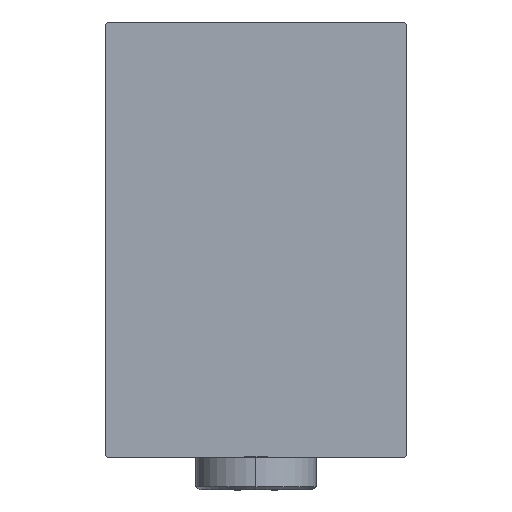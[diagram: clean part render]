
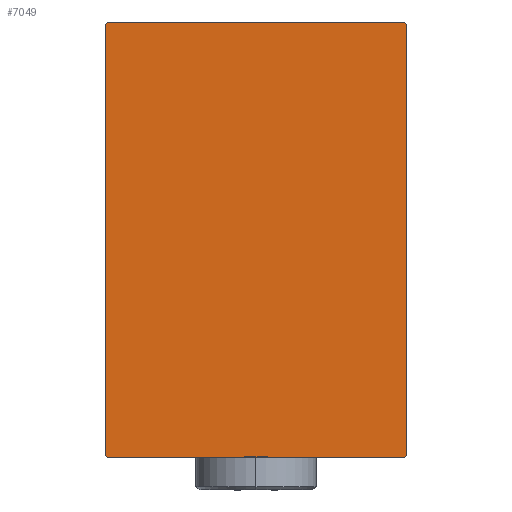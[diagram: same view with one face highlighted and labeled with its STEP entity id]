
A CAD part, left-side view. The second image highlights one B-rep face of the part: STEP entity #7049.
In plain terms, the highlighted face is planar.
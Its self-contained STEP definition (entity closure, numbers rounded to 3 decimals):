
#67 = PLANE ( 'NONE',  #12919 ) ;
#446 = ORIENTED_EDGE ( 'NONE', *, *, #28469, .T. ) ;
#931 = DIRECTION ( 'NONE',  ( 0., 1., 0. ) ) ;
#2211 = EDGE_CURVE ( 'NONE', #10384, #12604, #6983, .T. ) ;
#2829 = EDGE_CURVE ( 'NONE', #12604, #15970, #19184, .T. ) ;
#4283 = CARTESIAN_POINT ( 'NONE',  ( 130., -27.35, -27.35 ) ) ;
#5283 = CARTESIAN_POINT ( 'NONE',  ( 130., 22.5, 32.2 ) ) ;
#6983 = LINE ( 'NONE', #35369, #31333 ) ;
#7049 = ADVANCED_FACE ( 'NONE', ( #42419 ), #67, .T. ) ;
#7287 = DIRECTION ( 'NONE',  ( 0., 0., -1. ) ) ;
#7296 = DIRECTION ( 'NONE',  ( 0., 0.707, 0.707 ) ) ;
#7636 = EDGE_CURVE ( 'NONE', #35676, #17158, #22506, .T. ) ;
#8092 = VERTEX_POINT ( 'NONE', #22098 ) ;
#8664 = VECTOR ( 'NONE', #29618, 1000. ) ;
#9105 = EDGE_CURVE ( 'NONE', #17158, #8092, #9768, .T. ) ;
#9322 = CARTESIAN_POINT ( 'NONE',  ( 130., 22.5, -32.2 ) ) ;
#9768 = LINE ( 'NONE', #16521, #30049 ) ;
#10384 = VERTEX_POINT ( 'NONE', #17374 ) ;
#10665 = CARTESIAN_POINT ( 'NONE',  ( 130., -22.2, -32.5 ) ) ;
#12604 = VERTEX_POINT ( 'NONE', #34879 ) ;
#12919 = AXIS2_PLACEMENT_3D ( 'NONE', #24942, #39162, #7287 ) ;
#13404 = VECTOR ( 'NONE', #931, 1000. ) ;
#14887 = CARTESIAN_POINT ( 'NONE',  ( 130., -22.5, -32.5 ) ) ;
#15520 = LINE ( 'NONE', #40880, #40885 ) ;
#15748 = DIRECTION ( 'NONE',  ( 0., -1., 0. ) ) ;
#15970 = VERTEX_POINT ( 'NONE', #25459 ) ;
#16247 = EDGE_CURVE ( 'NONE', #27125, #35676, #42429, .T. ) ;
#16256 = ORIENTED_EDGE ( 'NONE', *, *, #35409, .T. ) ;
#16521 = CARTESIAN_POINT ( 'NONE',  ( 130., 27.35, 27.35 ) ) ;
#17158 = VERTEX_POINT ( 'NONE', #5283 ) ;
#17374 = CARTESIAN_POINT ( 'NONE',  ( 130., -22.2, 32.5 ) ) ;
#17685 = DIRECTION ( 'NONE',  ( 0., -0.707, -0.707 ) ) ;
#19184 = LINE ( 'NONE', #43392, #28376 ) ;
#20453 = ORIENTED_EDGE ( 'NONE', *, *, #2211, .T. ) ;
#21697 = CARTESIAN_POINT ( 'NONE',  ( 130., 27.35, -27.35 ) ) ;
#22098 = CARTESIAN_POINT ( 'NONE',  ( 130., 22.2, 32.5 ) ) ;
#22506 = LINE ( 'NONE', #36484, #23339 ) ;
#23339 = VECTOR ( 'NONE', #43923, 1000. ) ;
#24171 = DIRECTION ( 'NONE',  ( 0., -0.707, 0.707 ) ) ;
#24942 = CARTESIAN_POINT ( 'NONE',  ( 130., 0., 0. ) ) ;
#25459 = CARTESIAN_POINT ( 'NONE',  ( 130., -22.5, -32.2 ) ) ;
#27125 = VERTEX_POINT ( 'NONE', #30139 ) ;
#28376 = VECTOR ( 'NONE', #36647, 1000. ) ;
#28469 = EDGE_CURVE ( 'NONE', #33823, #27125, #32800, .T. ) ;
#28999 = EDGE_CURVE ( 'NONE', #8092, #10384, #15520, .T. ) ;
#29618 = DIRECTION ( 'NONE',  ( 0., 0.707, -0.707 ) ) ;
#30049 = VECTOR ( 'NONE', #24171, 1000. ) ;
#30139 = CARTESIAN_POINT ( 'NONE',  ( 130., 22.2, -32.5 ) ) ;
#31333 = VECTOR ( 'NONE', #17685, 1000. ) ;
#31678 = ORIENTED_EDGE ( 'NONE', *, *, #16247, .T. ) ;
#32800 = LINE ( 'NONE', #14887, #13404 ) ;
#33823 = VERTEX_POINT ( 'NONE', #10665 ) ;
#34142 = ORIENTED_EDGE ( 'NONE', *, *, #28999, .T. ) ;
#34705 = VECTOR ( 'NONE', #7296, 1000. ) ;
#34879 = CARTESIAN_POINT ( 'NONE',  ( 130., -22.5, 32.2 ) ) ;
#35369 = CARTESIAN_POINT ( 'NONE',  ( 130., -27.35, 27.35 ) ) ;
#35409 = EDGE_CURVE ( 'NONE', #15970, #33823, #36618, .T. ) ;
#35676 = VERTEX_POINT ( 'NONE', #9322 ) ;
#36484 = CARTESIAN_POINT ( 'NONE',  ( 130., 22.5, -32.5 ) ) ;
#36618 = LINE ( 'NONE', #4283, #8664 ) ;
#36647 = DIRECTION ( 'NONE',  ( 0., 0., -1. ) ) ;
#39162 = DIRECTION ( 'NONE',  ( 1., 0., 0. ) ) ;
#40880 = CARTESIAN_POINT ( 'NONE',  ( 130., 22.5, 32.5 ) ) ;
#40885 = VECTOR ( 'NONE', #15748, 1000. ) ;
#42359 = ORIENTED_EDGE ( 'NONE', *, *, #7636, .T. ) ;
#42419 = FACE_OUTER_BOUND ( 'NONE', #43212, .T. ) ;
#42429 = LINE ( 'NONE', #21697, #34705 ) ;
#42739 = ORIENTED_EDGE ( 'NONE', *, *, #2829, .T. ) ;
#43212 = EDGE_LOOP ( 'NONE', ( #446, #31678, #42359, #46048, #34142, #20453, #42739, #16256 ) ) ;
#43392 = CARTESIAN_POINT ( 'NONE',  ( 130., -22.5, 32.5 ) ) ;
#43923 = DIRECTION ( 'NONE',  ( 0., 0., 1. ) ) ;
#46048 = ORIENTED_EDGE ( 'NONE', *, *, #9105, .T. ) ;
